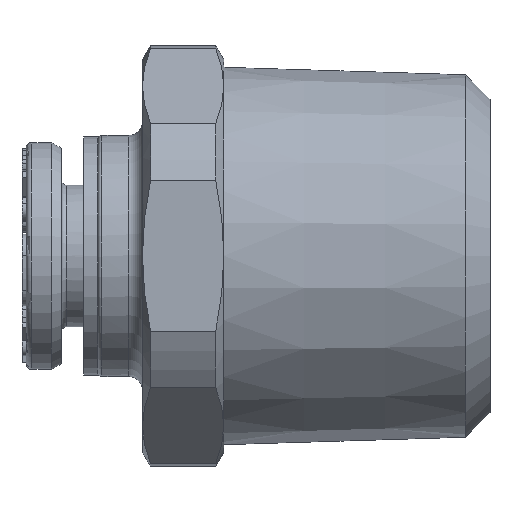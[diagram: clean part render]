
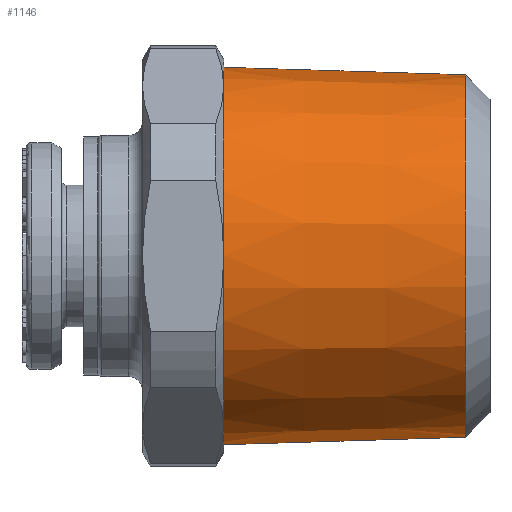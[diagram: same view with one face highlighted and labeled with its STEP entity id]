
A CAD part, top view. The second image highlights one B-rep face of the part: STEP entity #1146.
In plain terms, the highlighted conical face has half-angle 1.78 degrees and reference radius 6.6 mm.
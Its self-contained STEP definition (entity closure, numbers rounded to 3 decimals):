
#1146=ADVANCED_FACE('',(#2768),#2769,.T.);
#2768=FACE_OUTER_BOUND('',#5588,.T.);
#2769=CONICAL_SURFACE('',#5589,6.6,0.031);
#5588=EDGE_LOOP('',(#10210,#10211,#10212,#10213));
#5589=AXIS2_PLACEMENT_3D('',#10214,#10215,#10216);
#10210=ORIENTED_EDGE('',*,*,#15479,.T.);
#10211=ORIENTED_EDGE('',*,*,#15480,.T.);
#10212=ORIENTED_EDGE('',*,*,#15481,.T.);
#10213=ORIENTED_EDGE('',*,*,#15460,.F.);
#10214=CARTESIAN_POINT('',(8.808,0.0,0.0));
#10215=DIRECTION('',(-1.0,0.0,-0.0));
#10216=DIRECTION('',(0.0,1.0,0.0));
#15460=EDGE_CURVE('',#18590,#18592,#18593,.T.);
#15479=EDGE_CURVE('',#18590,#18624,#18625,.T.);
#15480=EDGE_CURVE('',#18624,#18626,#18627,.T.);
#15481=EDGE_CURVE('',#18626,#18592,#18628,.T.);
#18590=VERTEX_POINT('',#23539);
#18592=VERTEX_POINT('',#23542);
#18593=CIRCLE('',#23543,6.466);
#18624=VERTEX_POINT('',#23588);
#18625=LINE('',#23589,#23590);
#18626=VERTEX_POINT('',#23591);
#18627=CIRCLE('',#23592,6.734);
#18628=LINE('',#23593,#23594);
#23539=CARTESIAN_POINT('',(13.117,6.466,0.));
#23542=CARTESIAN_POINT('',(13.117,-6.466,0.0));
#23543=AXIS2_PLACEMENT_3D('',#28316,#28317,#28318);
#23588=CARTESIAN_POINT('',(4.5,6.734,0.));
#23589=CARTESIAN_POINT('',(8.808,6.6,0.));
#23590=VECTOR('',#28347,1.0);
#23591=CARTESIAN_POINT('',(4.5,-6.734,0.0));
#23592=AXIS2_PLACEMENT_3D('',#28348,#28349,#28350);
#23593=CARTESIAN_POINT('',(8.808,-6.6,0.));
#23594=VECTOR('',#28351,1.0);
#28316=CARTESIAN_POINT('',(13.117,0.0,0.0));
#28317=DIRECTION('',(1.0,0.0,0.0));
#28318=DIRECTION('',(0.0,1.0,0.0));
#28347=DIRECTION('',(-1.,0.031,0.));
#28348=CARTESIAN_POINT('',(4.5,0.0,0.0));
#28349=DIRECTION('',(1.0,0.0,0.0));
#28350=DIRECTION('',(0.0,-1.0,0.0));
#28351=DIRECTION('',(1.,0.031,0.));
